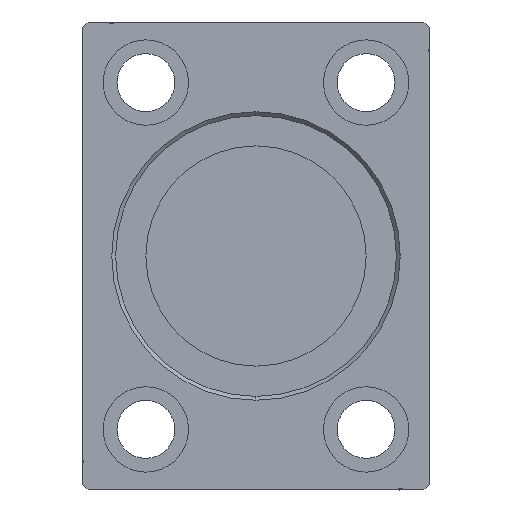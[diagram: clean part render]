
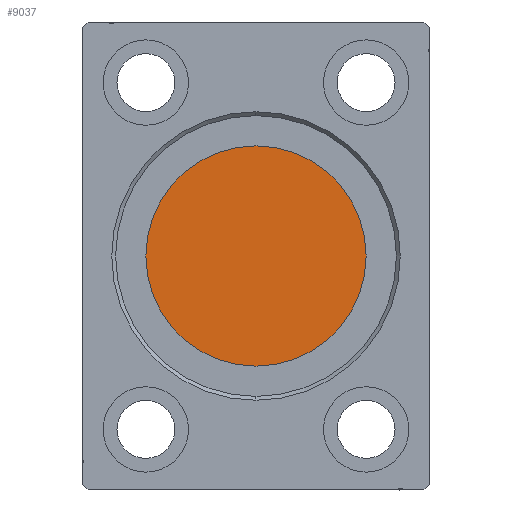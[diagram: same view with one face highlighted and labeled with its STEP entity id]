
A CAD part, left-side view. The second image highlights one B-rep face of the part: STEP entity #9037.
In plain terms, the highlighted planar face has unit normal (-1, 0, 0).
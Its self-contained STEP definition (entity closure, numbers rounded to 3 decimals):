
#1445 = DIRECTION ( 'NONE',  ( -1., 0., 0. ) ) ;
#1718 = AXIS2_PLACEMENT_3D ( 'NONE', #35456, #28365, #8831 ) ;
#1856 = CARTESIAN_POINT ( 'NONE',  ( 110.7, 0., 0. ) ) ;
#5436 = VERTEX_POINT ( 'NONE', #10928 ) ;
#6477 = ORIENTED_EDGE ( 'NONE', *, *, #7081, .T. ) ;
#6711 = PLANE ( 'NONE',  #9861 ) ;
#7081 = EDGE_CURVE ( 'NONE', #5436, #37700, #20761, .T. ) ;
#8814 = ORIENTED_EDGE ( 'NONE', *, *, #14831, .T. ) ;
#8831 = DIRECTION ( 'NONE',  ( 0., 0., 1. ) ) ;
#9037 = ADVANCED_FACE ( 'NONE', ( #22809 ), #6711, .T. ) ;
#9861 = AXIS2_PLACEMENT_3D ( 'NONE', #30092, #19789, #13757 ) ;
#10928 = CARTESIAN_POINT ( 'NONE',  ( 110.7, 0., 20. ) ) ;
#13757 = DIRECTION ( 'NONE',  ( 0., 0., 1. ) ) ;
#14831 = EDGE_CURVE ( 'NONE', #37700, #5436, #15437, .T. ) ;
#14941 = DIRECTION ( 'NONE',  ( 0., 0., 1. ) ) ;
#15437 = CIRCLE ( 'NONE', #1718, 20. ) ;
#17448 = CARTESIAN_POINT ( 'NONE',  ( 110.7, 0., -20. ) ) ;
#19789 = DIRECTION ( 'NONE',  ( -1., 0., 0. ) ) ;
#20761 = CIRCLE ( 'NONE', #35123, 20. ) ;
#22809 = FACE_OUTER_BOUND ( 'NONE', #31598, .T. ) ;
#28365 = DIRECTION ( 'NONE',  ( -1., 0., 0. ) ) ;
#30092 = CARTESIAN_POINT ( 'NONE',  ( 110.7, 0., 0. ) ) ;
#31598 = EDGE_LOOP ( 'NONE', ( #6477, #8814 ) ) ;
#35123 = AXIS2_PLACEMENT_3D ( 'NONE', #1856, #1445, #14941 ) ;
#35456 = CARTESIAN_POINT ( 'NONE',  ( 110.7, 0., 0. ) ) ;
#37700 = VERTEX_POINT ( 'NONE', #17448 ) ;
